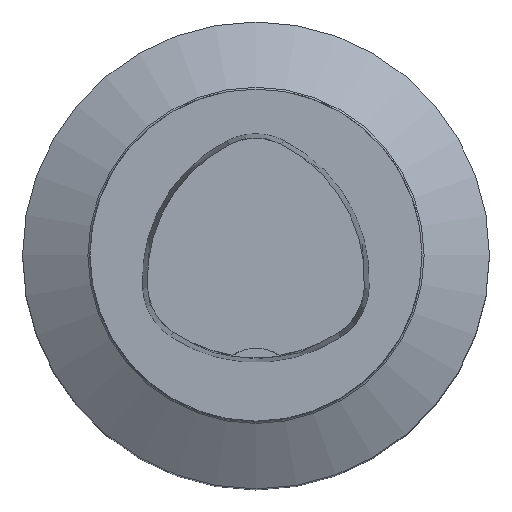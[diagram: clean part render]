
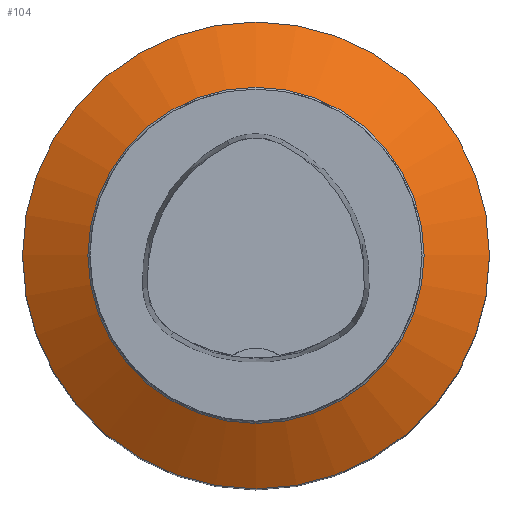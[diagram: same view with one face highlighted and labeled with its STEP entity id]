
A CAD part, top view. The second image highlights one B-rep face of the part: STEP entity #104.
In plain terms, the highlighted conical face has half-angle 60 degrees and reference radius 22.5 mm.
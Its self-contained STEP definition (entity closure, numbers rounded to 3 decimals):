
#57=CONICAL_SURFACE('',#512,22.5,60.);
#104=ADVANCED_FACE('AR_BY_CN_IB_SU_4',(#172,#173),#57,.T.);
#172=FACE_BOUND('',#209,.T.);
#173=FACE_BOUND('',#210,.T.);
#209=EDGE_LOOP('',(#317));
#210=EDGE_LOOP('',(#318));
#317=ORIENTED_EDGE('',*,*,#414,.T.);
#318=ORIENTED_EDGE('',*,*,#415,.T.);
#360=VERTEX_POINT('',#783);
#361=VERTEX_POINT('',#785);
#414=EDGE_CURVE('',#360,#360,#436,.T.);
#415=EDGE_CURVE('',#361,#361,#437,.T.);
#436=CIRCLE('',#510,16.2);
#437=CIRCLE('',#511,22.5);
#510=AXIS2_PLACEMENT_3D('',#782,#647,#648);
#511=AXIS2_PLACEMENT_3D('',#784,#649,#650);
#512=AXIS2_PLACEMENT_3D('',#786,#651,#652);
#647=DIRECTION('',(0.,0.,-1.));
#648=DIRECTION('',(-1.,0.,0.));
#649=DIRECTION('',(0.,0.,1.));
#650=DIRECTION('',(1.,0.,0.));
#651=DIRECTION('',(0.,0.,-1.));
#652=DIRECTION('',(-1.,0.,0.));
#782=CARTESIAN_POINT('',(0.,0.,-15.115));
#783=CARTESIAN_POINT('',(-16.2,0.,-15.115));
#784=CARTESIAN_POINT('',(0.,0.,-18.753));
#785=CARTESIAN_POINT('',(22.5,0.,-18.753));
#786=CARTESIAN_POINT('',(0.,0.,-18.753));
